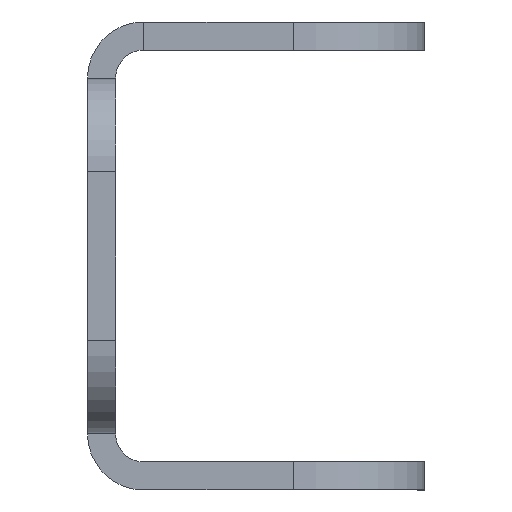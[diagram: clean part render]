
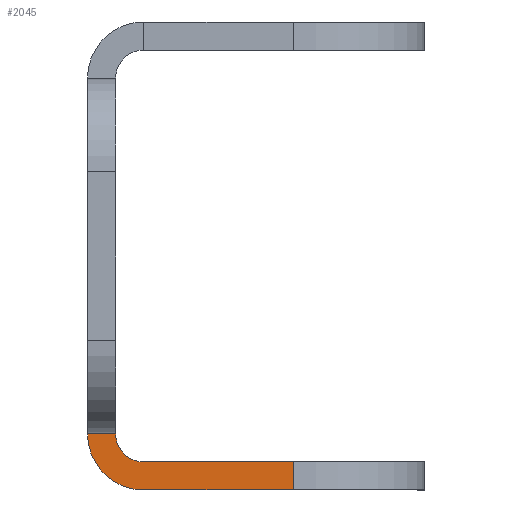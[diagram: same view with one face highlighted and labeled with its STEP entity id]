
A CAD part, left-side view. The second image highlights one B-rep face of the part: STEP entity #2045.
In plain terms, the highlighted planar face has unit normal (-1, 0, 0).
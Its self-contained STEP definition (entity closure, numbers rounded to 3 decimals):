
#2 = CARTESIAN_POINT ( 'NONE',  ( -299.5, -18., -12.5 ) ) ;
#209 = VECTOR ( 'NONE', #1195, 1000. ) ;
#232 = DIRECTION ( 'NONE',  ( 0., 1., 0. ) ) ;
#297 = PLANE ( 'NONE',  #4036 ) ;
#469 = ORIENTED_EDGE ( 'NONE', *, *, #2349, .T. ) ;
#474 = ORIENTED_EDGE ( 'NONE', *, *, #3142, .F. ) ;
#525 = VECTOR ( 'NONE', #232, 1000. ) ;
#649 = CARTESIAN_POINT ( 'NONE',  ( -299.5, -18., -12.5 ) ) ;
#656 = CARTESIAN_POINT ( 'NONE',  ( -299.5, -11., -12.5 ) ) ;
#681 = DIRECTION ( 'NONE',  ( 0., 0., -1. ) ) ;
#741 = CARTESIAN_POINT ( 'NONE',  ( -299.5, 0., -9.5 ) ) ;
#982 = AXIS2_PLACEMENT_3D ( 'NONE', #1110, #4473, #2561 ) ;
#1110 = CARTESIAN_POINT ( 'NONE',  ( -299.5, -3., -9.5 ) ) ;
#1195 = DIRECTION ( 'NONE',  ( 0., 0., 1. ) ) ;
#1384 = EDGE_CURVE ( 'NONE', #3758, #1516, #2560, .T. ) ;
#1516 = VERTEX_POINT ( 'NONE', #2666 ) ;
#1569 = EDGE_LOOP ( 'NONE', ( #4292, #469, #3830, #474, #1871, #4572 ) ) ;
#1851 = VERTEX_POINT ( 'NONE', #4169 ) ;
#1871 = ORIENTED_EDGE ( 'NONE', *, *, #3194, .T. ) ;
#1947 = VERTEX_POINT ( 'NONE', #656 ) ;
#2045 = ADVANCED_FACE ( 'NONE', ( #2164 ), #297, .F. ) ;
#2109 = DIRECTION ( 'NONE',  ( 0., 1., 0. ) ) ;
#2164 = FACE_OUTER_BOUND ( 'NONE', #1569, .T. ) ;
#2172 = DIRECTION ( 'NONE',  ( 0., 0., -1. ) ) ;
#2182 = EDGE_CURVE ( 'NONE', #3916, #1851, #2892, .T. ) ;
#2349 = EDGE_CURVE ( 'NONE', #1947, #1851, #4521, .T. ) ;
#2560 = CIRCLE ( 'NONE', #4399, 3. ) ;
#2561 = DIRECTION ( 'NONE',  ( 0., 0., -1. ) ) ;
#2566 = CIRCLE ( 'NONE', #982, 1.5 ) ;
#2666 = CARTESIAN_POINT ( 'NONE',  ( -299.5, -3., -12.5 ) ) ;
#2892 = LINE ( 'NONE', #3275, #3573 ) ;
#2940 = CARTESIAN_POINT ( 'NONE',  ( -299.5, -3., -9.5 ) ) ;
#3014 = CARTESIAN_POINT ( 'NONE',  ( -299.5, -1.5, -9.5 ) ) ;
#3142 = EDGE_CURVE ( 'NONE', #4219, #3916, #2566, .T. ) ;
#3194 = EDGE_CURVE ( 'NONE', #4219, #3758, #3542, .T. ) ;
#3275 = CARTESIAN_POINT ( 'NONE',  ( -299.5, 0., -11. ) ) ;
#3305 = DIRECTION ( 'NONE',  ( -1., 0., 0. ) ) ;
#3341 = CARTESIAN_POINT ( 'NONE',  ( -299.5, -3., -11. ) ) ;
#3542 = LINE ( 'NONE', #3565, #525 ) ;
#3565 = CARTESIAN_POINT ( 'NONE',  ( -299.5, -18., -9.5 ) ) ;
#3573 = VECTOR ( 'NONE', #3977, 1000. ) ;
#3586 = DIRECTION ( 'NONE',  ( 1., 0., 0. ) ) ;
#3758 = VERTEX_POINT ( 'NONE', #741 ) ;
#3830 = ORIENTED_EDGE ( 'NONE', *, *, #2182, .F. ) ;
#3916 = VERTEX_POINT ( 'NONE', #3341 ) ;
#3977 = DIRECTION ( 'NONE',  ( 0., -1., 0. ) ) ;
#4036 = AXIS2_PLACEMENT_3D ( 'NONE', #2, #3586, #681 ) ;
#4169 = CARTESIAN_POINT ( 'NONE',  ( -299.5, -11., -11. ) ) ;
#4219 = VERTEX_POINT ( 'NONE', #3014 ) ;
#4274 = LINE ( 'NONE', #649, #4562 ) ;
#4292 = ORIENTED_EDGE ( 'NONE', *, *, #4723, .F. ) ;
#4399 = AXIS2_PLACEMENT_3D ( 'NONE', #2940, #3305, #2172 ) ;
#4464 = CARTESIAN_POINT ( 'NONE',  ( -299.5, -11., -11. ) ) ;
#4473 = DIRECTION ( 'NONE',  ( -1., 0., 0. ) ) ;
#4521 = LINE ( 'NONE', #4464, #209 ) ;
#4562 = VECTOR ( 'NONE', #2109, 1000. ) ;
#4572 = ORIENTED_EDGE ( 'NONE', *, *, #1384, .T. ) ;
#4723 = EDGE_CURVE ( 'NONE', #1947, #1516, #4274, .T. ) ;
